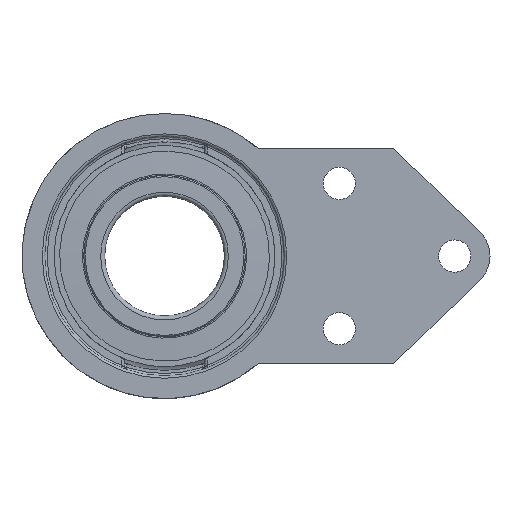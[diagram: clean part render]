
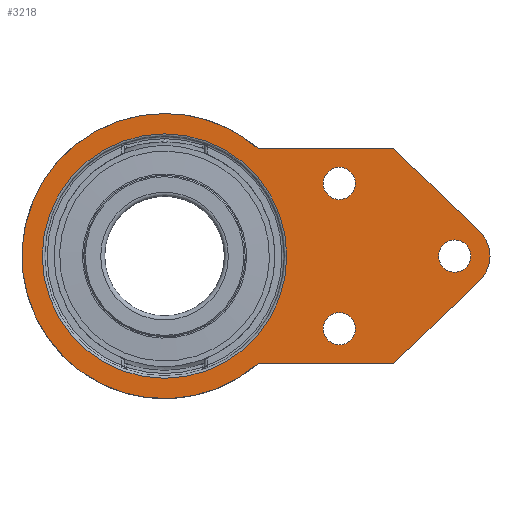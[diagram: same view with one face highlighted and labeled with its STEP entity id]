
A CAD part, left-side view. The second image highlights one B-rep face of the part: STEP entity #3218.
In plain terms, the highlighted face is planar.
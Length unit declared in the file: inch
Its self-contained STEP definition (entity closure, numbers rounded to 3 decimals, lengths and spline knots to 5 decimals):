
#2064=CARTESIAN_POINT('',(-2.08661,0.,0.));
#2065=VERTEX_POINT('',#2064);
#2072=CARTESIAN_POINT('',(-1.5748,-1.36892,-0.));
#2073=VERTEX_POINT('',#2072);
#2074=CARTESIAN_POINT('',(-0.,0.,-0.));
#2075=DIRECTION('',(-0.,-0.,1.));
#2076=DIRECTION('',(1.,0.,0.));
#2077=AXIS2_PLACEMENT_3D('',#2074,#2075,#2076);
#2078=CIRCLE('',#2077,2.08661);
#2079=EDGE_CURVE('',#2065,#2073,#2078,.T.);
#2894=CARTESIAN_POINT('',(1.5748,-3.3528,-0.));
#2895=VERTEX_POINT('',#2894);
#2902=CARTESIAN_POINT('',(1.5748,-1.36892,-0.));
#2903=VERTEX_POINT('',#2902);
#2904=CARTESIAN_POINT('',(1.5748,-3.3528,-0.));
#2905=DIRECTION('',(0.,1.,0.));
#2906=VECTOR('',#2905,0.78105);
#2907=LINE('',#2904,#2906);
#2908=EDGE_CURVE('',#2895,#2903,#2907,.T.);
#3006=CARTESIAN_POINT('',(0.35967,-4.61111,-0.));
#3007=VERTEX_POINT('',#3006);
#3014=CARTESIAN_POINT('',(0.35967,-4.61111,-0.));
#3015=DIRECTION('',(0.695,0.719,0.));
#3016=VECTOR('',#3015,0.68868);
#3017=LINE('',#3014,#3016);
#3018=EDGE_CURVE('',#3007,#2895,#3017,.T.);
#3030=CARTESIAN_POINT('',(-0.35967,-4.61111,-0.));
#3031=VERTEX_POINT('',#3030);
#3038=CARTESIAN_POINT('',(0.,-4.26378,-0.));
#3039=DIRECTION('',(0.,-0.,1.));
#3040=DIRECTION('',(1.,0.,0.));
#3041=AXIS2_PLACEMENT_3D('',#3038,#3039,#3040);
#3042=CIRCLE('',#3041,0.5);
#3043=EDGE_CURVE('',#3031,#3007,#3042,.T.);
#3055=CARTESIAN_POINT('',(-1.5748,-3.3528,-0.));
#3056=VERTEX_POINT('',#3055);
#3063=CARTESIAN_POINT('',(-1.5748,-3.3528,-0.));
#3064=DIRECTION('',(0.695,-0.719,-0.));
#3065=VECTOR('',#3064,0.68868);
#3066=LINE('',#3063,#3065);
#3067=EDGE_CURVE('',#3056,#3031,#3066,.T.);
#3081=CARTESIAN_POINT('',(-1.5748,-1.36892,-0.));
#3082=DIRECTION('',(0.,-1.,-0.));
#3083=VECTOR('',#3082,0.78105);
#3084=LINE('',#3081,#3083);
#3085=EDGE_CURVE('',#2073,#3056,#3084,.T.);
#3108=CARTESIAN_POINT('',(0.82677,-2.55906,-0.));
#3109=VERTEX_POINT('',#3108);
#3118=CARTESIAN_POINT('',(1.06299,-2.55906,-0.));
#3119=DIRECTION('',(0.,-0.,1.));
#3120=DIRECTION('',(1.,0.,0.));
#3121=AXIS2_PLACEMENT_3D('',#3118,#3119,#3120);
#3122=CIRCLE('',#3121,0.23622);
#3123=EDGE_CURVE('',#3109,#3109,#3122,.T.);
#3133=CARTESIAN_POINT('',(-0.23622,-4.24803,-0.));
#3134=VERTEX_POINT('',#3133);
#3143=CARTESIAN_POINT('',(0.,-4.24803,-0.));
#3144=DIRECTION('',(0.,-0.,1.));
#3145=DIRECTION('',(1.,0.,0.));
#3146=AXIS2_PLACEMENT_3D('',#3143,#3144,#3145);
#3147=CIRCLE('',#3146,0.23622);
#3148=EDGE_CURVE('',#3134,#3134,#3147,.T.);
#3158=CARTESIAN_POINT('',(-1.29921,-2.55906,-0.));
#3159=VERTEX_POINT('',#3158);
#3168=CARTESIAN_POINT('',(-1.06299,-2.55906,-0.));
#3169=DIRECTION('',(0.,-0.,1.));
#3170=DIRECTION('',(1.,0.,0.));
#3171=AXIS2_PLACEMENT_3D('',#3168,#3169,#3170);
#3172=CIRCLE('',#3171,0.23622);
#3173=EDGE_CURVE('',#3159,#3159,#3172,.T.);
#3178=CARTESIAN_POINT('',(-0.,-1.25713,-0.));
#3179=DIRECTION('',(0.,-0.,1.));
#3180=DIRECTION('',(1.,0.,0.));
#3181=AXIS2_PLACEMENT_3D('',#3178,#3179,#3180);
#3182=PLANE('',#3181);
#3183=ORIENTED_EDGE('',*,*,#3123,.T.);
#3184=EDGE_LOOP('',(#3183));
#3185=FACE_BOUND('',#3184,.T.);
#3186=ORIENTED_EDGE('',*,*,#3148,.T.);
#3187=EDGE_LOOP('',(#3186));
#3188=FACE_BOUND('',#3187,.T.);
#3189=ORIENTED_EDGE('',*,*,#3173,.T.);
#3190=EDGE_LOOP('',(#3189));
#3191=FACE_BOUND('',#3190,.T.);
#3192=ORIENTED_EDGE('',*,*,#3085,.F.);
#3193=ORIENTED_EDGE('',*,*,#2079,.F.);
#3194=CARTESIAN_POINT('',(-0.,0.,-0.));
#3195=DIRECTION('',(-0.,-0.,1.));
#3196=DIRECTION('',(1.,0.,0.));
#3197=AXIS2_PLACEMENT_3D('',#3194,#3195,#3196);
#3198=CIRCLE('',#3197,2.08661);
#3199=EDGE_CURVE('',#2903,#2065,#3198,.T.);
#3200=ORIENTED_EDGE('',*,*,#3199,.F.);
#3201=ORIENTED_EDGE('',*,*,#2908,.F.);
#3202=ORIENTED_EDGE('',*,*,#3018,.F.);
#3203=ORIENTED_EDGE('',*,*,#3043,.F.);
#3204=ORIENTED_EDGE('',*,*,#3067,.F.);
#3205=EDGE_LOOP('',(#3192,#3193,#3200,#3201,#3202,#3203,#3204));
#3206=FACE_BOUND('',#3205,.T.);
#3207=CARTESIAN_POINT('',(0.,1.78901,0.));
#3208=VERTEX_POINT('',#3207);
#3209=CARTESIAN_POINT('',(0.,0.,0.));
#3210=DIRECTION('',(0.,0.,-1.));
#3211=DIRECTION('',(-0.,-1.,-0.));
#3212=AXIS2_PLACEMENT_3D('',#3209,#3210,#3211);
#3213=CIRCLE('',#3212,1.78901);
#3214=EDGE_CURVE('',#3208,#3208,#3213,.T.);
#3215=ORIENTED_EDGE('',*,*,#3214,.F.);
#3216=EDGE_LOOP('',(#3215));
#3217=FACE_BOUND('',#3216,.T.);
#3218=ADVANCED_FACE('',(#3185,#3188,#3191,#3206,#3217),#3182,.F.);
